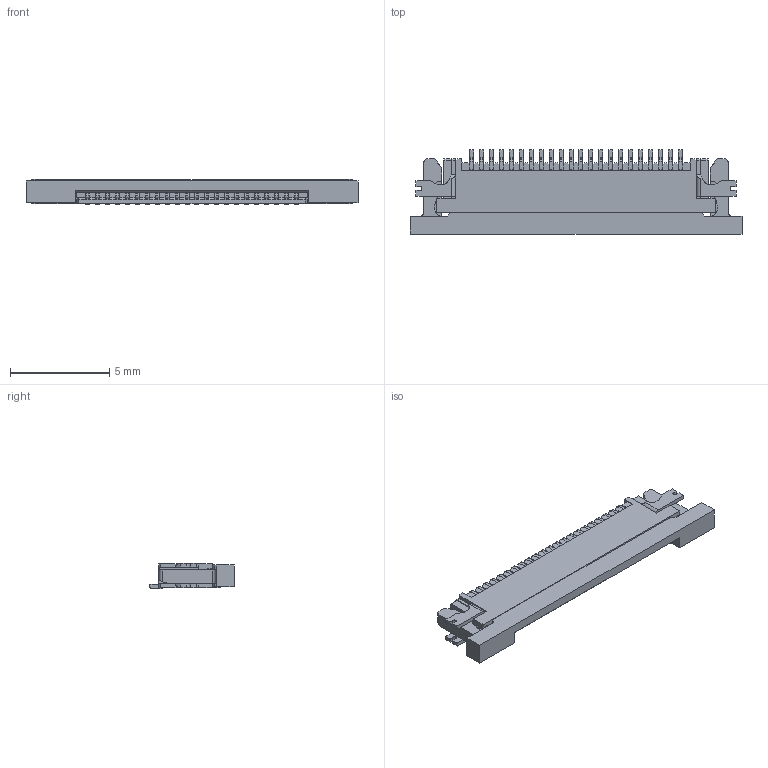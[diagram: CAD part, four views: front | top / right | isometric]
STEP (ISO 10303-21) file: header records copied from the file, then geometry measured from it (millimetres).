
FILE_DESCRIPTION(/* description */ ('Unknown'),/* implementation_level */ '2;1');
FILE_NAME(/* name */ '687122183722',/* time_stamp */ '2017-02-27T10:49:44+01:00',/* author */ ('Unknown'),/* organization */ ('Unknown'),/* preprocessor_version */ 'ST-DEVELOPER v16.7',/* originating_system */ 'DEX',/* authorisation */ $);
FILE_SCHEMA (('AUTOMOTIVE_DESIGN {1 0 10303 214 3 1 1}'));
Length unit declared in the file: millimetre
Products named in the file (6): 6871xx183722; 68x122183x22; 68X1XX183X22_Pin_Bottom; 68x122183x22_Actuator; 68X1XX183X22_Solder_Pad; 68X1xx183x22_Solder_Pad2
Assembly tree (26 placements, depth 2):
  6871xx183722
    68x122183x22
    68X1XX183X22_Pin_Bottom  x22
    68x122183x22_Actuator
    68X1XX183X22_Solder_Pad
    68X1xx183x22_Solder_Pad2
Bounding box: 16.7 x 4.25 x 1.29 mm (x, y, z)
Volume: 50.5 mm3; surface area: 438.4 mm2
Topology: 26 solids, 26 shells, 1637 faces, 4891 edges, 3220 vertices
Faces by surface type: plane 1160, cylinder 475, bspline 2
Entity records: 29176 total; most frequent: ORIENTED_EDGE 5246, CARTESIAN_POINT 5223, DIRECTION 4671, EDGE_CURVE 2623, LINE 2295, VECTOR 2295, VERTEX_POINT 1708, AXIS2_PLACEMENT_3D 1188
